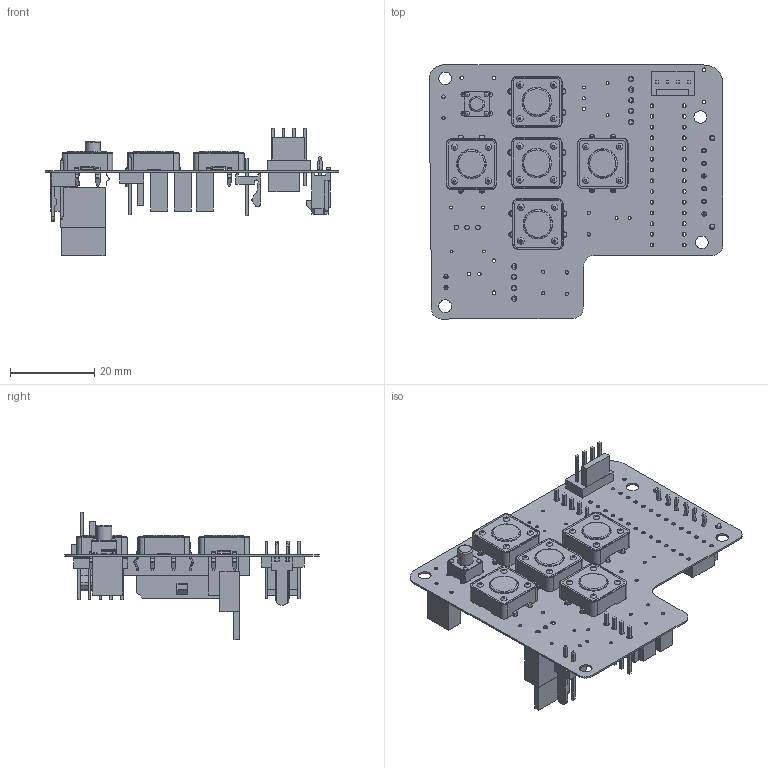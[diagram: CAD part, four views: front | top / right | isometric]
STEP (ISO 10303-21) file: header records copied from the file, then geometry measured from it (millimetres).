
FILE_DESCRIPTION(('Open CASCADE Model'),'2;1');
FILE_NAME('Open CASCADE Shape Model','2021-08-07T08:52:35',('Author'),( 'Open CASCADE'),'Open CASCADE STEP processor 6.8','Open CASCADE 6.8' ,'Unknown');
FILE_SCHEMA(('AUTOMOTIVE_DESIGN { 1 0 10303 214 1 1 1 1 }'));
Length unit declared in the file: millimetre
Products named in the file (57): PCB; Board; Open CASCADE STEP translator 6.8 1.1.1; P3; 66200611122; 6620xx11122_PIN; P1; 6208728064; Extruded; 6208727904; 6208729104; SW7; Switch_Panasonic_Electronic_Components_EVQ-PAG07K_eec; Switch_base; Shell; notches; Button; Pins; Panasonic; SW2; Switch_TE_Connectivity_FSM100_eec; Body; Leads; Plastic; Logo; SW3; SW5; SW1; SW4; U2; 6208729584; U1; 6208728384; 6208728224; P5; c-640456-5-aa-3d; P4; 61900211121; 6190xx11121_PIN; 6208729424 ...
Assembly tree (76 placements, depth 4):
  PCB
    Board
      Open CASCADE STEP translator 6.8 1.1.1
    P3
      66200611122
        6620xx11122_PIN  x6
        66200611122
    P1
      6208728064
        Extruded
      6208727904
        Extruded
      6208729104  x4
        Extruded
    SW7
      Switch_Panasonic_Electronic_Components_EVQ-PAG07K_eec
        Switch_base
        Shell
        notches
        Button
        Pins
        Panasonic
    SW2
      Switch_TE_Connectivity_FSM100_eec
        Body
        Leads
        Plastic
        Logo
    SW3
      Switch_TE_Connectivity_FSM100_eec
        Body
        Leads
        Plastic
        Logo
    SW5
      Switch_TE_Connectivity_FSM100_eec
        Body
        Leads
        Plastic
        Logo
    SW1
      Switch_TE_Connectivity_FSM100_eec
        Body
        Leads
        Plastic
        Logo
    SW4
      Switch_TE_Connectivity_FSM100_eec
        Body
        Leads
        Plastic
        Logo
    U2
      6208729584
        Extruded
    U1
      6208728384
        Extruded
      6208728224
        Extruded
Bounding box: 69.66 x 60.2 x 30.14 mm (x, y, z)
Volume: 8674 mm3; surface area: 17051.9 mm2
Topology: 172 solids, 172 shells, 3297 faces, 8463 edges, 5548 vertices
Faces by surface type: plane 2142, bspline 599, cylinder 498, sphere 32, torus 26
Full cylindrical faces by diameter (mm): 0.7 x11, 0.8 x10, 0.85 x6, 0.9 x28, 1 x6, 1.02 x6, 1.1 x3, 1.27 x15, 1.3 x20, 1.5 x20, 3 x4, 3.6 x1, 3.7 x1, 6.7 x5, 7 x5
Entity records: 52767 total; most frequent: CARTESIAN_POINT 10174, ORIENTED_EDGE 7534, DIRECTION 6869, EDGE_CURVE 3767, LINE 2751, VECTOR 2751, VERTEX_POINT 2452, AXIS2_PLACEMENT_3D 2059
